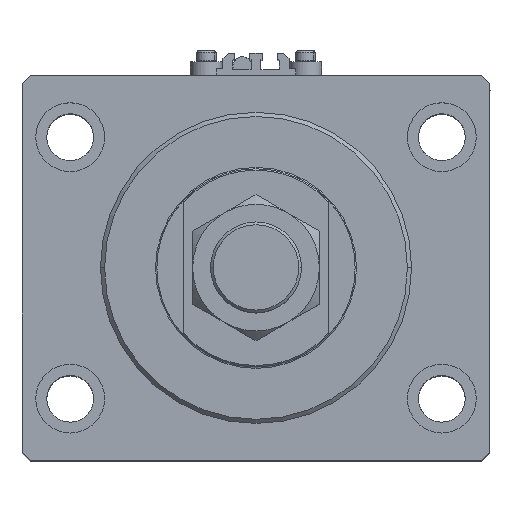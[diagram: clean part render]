
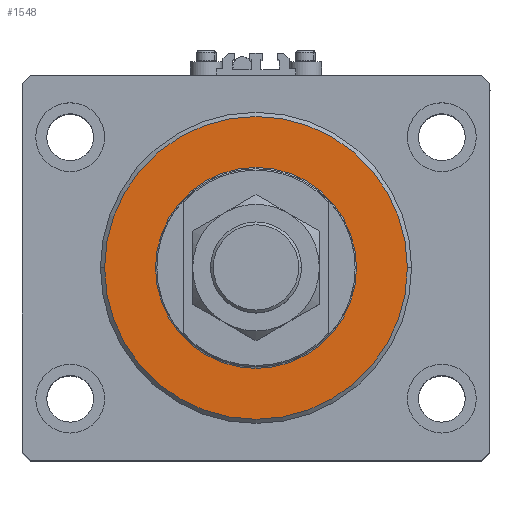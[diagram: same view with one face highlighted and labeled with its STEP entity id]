
A CAD part, top view. The second image highlights one B-rep face of the part: STEP entity #1548.
In plain terms, the highlighted face is planar.
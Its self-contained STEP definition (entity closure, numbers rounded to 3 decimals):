
#1548 = ADVANCED_FACE ( 'NONE', ( #42382, #6767 ), #46813, .F. ) ;
#4416 = CIRCLE ( 'NONE', #30999, 55. ) ;
#4670 = CARTESIAN_POINT ( 'NONE',  ( -55., 0., 0. ) ) ;
#6025 = ORIENTED_EDGE ( 'NONE', *, *, #25586, .T. ) ;
#6190 = CIRCLE ( 'NONE', #36030, 36.5 ) ;
#6563 = CARTESIAN_POINT ( 'NONE',  ( 36.5, 0., 0. ) ) ;
#6767 = FACE_OUTER_BOUND ( 'NONE', #22299, .T. ) ;
#7014 = CARTESIAN_POINT ( 'NONE',  ( 0., 0., 0. ) ) ;
#7455 = VERTEX_POINT ( 'NONE', #4670 ) ;
#11660 = EDGE_CURVE ( 'NONE', #7455, #28412, #4416, .T. ) ;
#12262 = CARTESIAN_POINT ( 'NONE',  ( 0., 0., 0. ) ) ;
#13688 = DIRECTION ( 'NONE',  ( 0., 0., -1. ) ) ;
#14642 = CIRCLE ( 'NONE', #32889, 36.5 ) ;
#15236 = DIRECTION ( 'NONE',  ( 1., 0., 0. ) ) ;
#15479 = CARTESIAN_POINT ( 'NONE',  ( -36.5, 0., 0. ) ) ;
#17940 = EDGE_CURVE ( 'NONE', #37729, #31995, #6190, .T. ) ;
#18273 = DIRECTION ( 'NONE',  ( 1., 0., 0. ) ) ;
#18483 = DIRECTION ( 'NONE',  ( 0., 0., 1. ) ) ;
#18880 = ORIENTED_EDGE ( 'NONE', *, *, #17940, .T. ) ;
#18934 = CIRCLE ( 'NONE', #47977, 55. ) ;
#22031 = EDGE_CURVE ( 'NONE', #31995, #37729, #14642, .T. ) ;
#22299 = EDGE_LOOP ( 'NONE', ( #6025, #45424 ) ) ;
#25586 = EDGE_CURVE ( 'NONE', #28412, #7455, #18934, .T. ) ;
#28412 = VERTEX_POINT ( 'NONE', #31507 ) ;
#30999 = AXIS2_PLACEMENT_3D ( 'NONE', #49597, #13688, #45934 ) ;
#31507 = CARTESIAN_POINT ( 'NONE',  ( 55., 0., 0. ) ) ;
#31995 = VERTEX_POINT ( 'NONE', #15479 ) ;
#32889 = AXIS2_PLACEMENT_3D ( 'NONE', #12262, #43984, #48413 ) ;
#34990 = CARTESIAN_POINT ( 'NONE',  ( 0., 0., 0. ) ) ;
#36030 = AXIS2_PLACEMENT_3D ( 'NONE', #34990, #50886, #15236 ) ;
#37504 = ORIENTED_EDGE ( 'NONE', *, *, #22031, .T. ) ;
#37729 = VERTEX_POINT ( 'NONE', #6563 ) ;
#37997 = DIRECTION ( 'NONE',  ( 0., 0., -1. ) ) ;
#38245 = EDGE_LOOP ( 'NONE', ( #18880, #37504 ) ) ;
#38723 = DIRECTION ( 'NONE',  ( 1., 0., 0. ) ) ;
#39483 = AXIS2_PLACEMENT_3D ( 'NONE', #7014, #18483, #38723 ) ;
#42382 = FACE_BOUND ( 'NONE', #38245, .T. ) ;
#43984 = DIRECTION ( 'NONE',  ( 0., 0., 1. ) ) ;
#45424 = ORIENTED_EDGE ( 'NONE', *, *, #11660, .T. ) ;
#45934 = DIRECTION ( 'NONE',  ( 1., 0., 0. ) ) ;
#46083 = CARTESIAN_POINT ( 'NONE',  ( 0., 0., 0. ) ) ;
#46813 = PLANE ( 'NONE',  #39483 ) ;
#47977 = AXIS2_PLACEMENT_3D ( 'NONE', #46083, #37997, #18273 ) ;
#48413 = DIRECTION ( 'NONE',  ( 1., 0., 0. ) ) ;
#49597 = CARTESIAN_POINT ( 'NONE',  ( 0., 0., 0. ) ) ;
#50886 = DIRECTION ( 'NONE',  ( 0., 0., 1. ) ) ;
